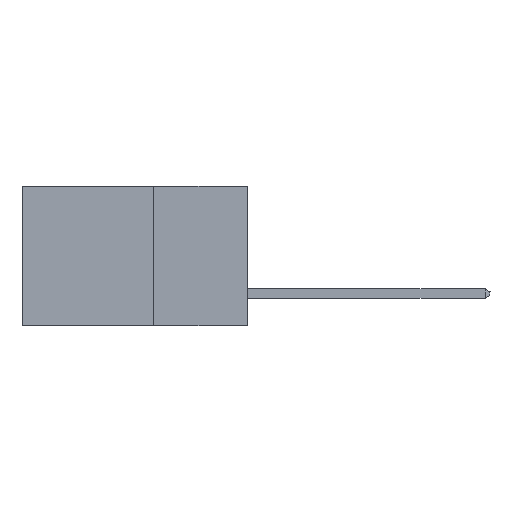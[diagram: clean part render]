
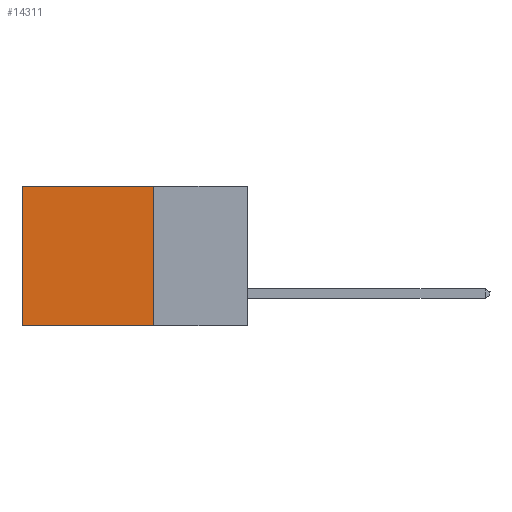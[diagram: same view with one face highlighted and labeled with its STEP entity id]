
A CAD part, left-side view. The second image highlights one B-rep face of the part: STEP entity #14311.
In plain terms, the highlighted planar face has unit normal (-1, 0, 0).
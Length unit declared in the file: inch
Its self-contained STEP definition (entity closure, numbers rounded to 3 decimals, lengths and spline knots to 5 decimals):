
#376 = VERTEX_POINT ( 'NONE', #1884 ) ;
#542 = VECTOR ( 'NONE', #16286, 39.37008 ) ;
#1296 = ORIENTED_EDGE ( 'NONE', *, *, #12711, .T. ) ;
#1389 = CARTESIAN_POINT ( 'NONE',  ( 0.2615, 0.25, -0.37 ) ) ;
#1512 = LINE ( 'NONE', #3152, #3418 ) ;
#1884 = CARTESIAN_POINT ( 'NONE',  ( 0.2615, 0.6, -0.37 ) ) ;
#2006 = CARTESIAN_POINT ( 'NONE',  ( 0.2615, 0.25, -0.37 ) ) ;
#2557 = DIRECTION ( 'NONE',  ( 0., 0., -1. ) ) ;
#3148 = LINE ( 'NONE', #2006, #12444 ) ;
#3152 = CARTESIAN_POINT ( 'NONE',  ( 0.2615, 0.25, 0. ) ) ;
#3418 = VECTOR ( 'NONE', #6564, 39.37008 ) ;
#3823 = ORIENTED_EDGE ( 'NONE', *, *, #8952, .F. ) ;
#4278 = VECTOR ( 'NONE', #2557, 39.37008 ) ;
#5029 = VERTEX_POINT ( 'NONE', #1389 ) ;
#5262 = VERTEX_POINT ( 'NONE', #7723 ) ;
#6564 = DIRECTION ( 'NONE',  ( 0., 1., 0. ) ) ;
#6817 = CARTESIAN_POINT ( 'NONE',  ( 0.2615, 0.6, 0. ) ) ;
#7723 = CARTESIAN_POINT ( 'NONE',  ( 0.2615, 0.25, 0. ) ) ;
#7739 = CARTESIAN_POINT ( 'NONE',  ( 0.2615, 0.25, -0.37 ) ) ;
#8952 = EDGE_CURVE ( 'NONE', #5262, #5029, #13634, .T. ) ;
#9257 = ORIENTED_EDGE ( 'NONE', *, *, #14165, .T. ) ;
#9787 = VERTEX_POINT ( 'NONE', #6817 ) ;
#10090 = CARTESIAN_POINT ( 'NONE',  ( 0.2615, 0.25, -0.37 ) ) ;
#10384 = DIRECTION ( 'NONE',  ( 1., 0., 0. ) ) ;
#12444 = VECTOR ( 'NONE', #14217, 39.37008 ) ;
#12658 = ORIENTED_EDGE ( 'NONE', *, *, #14831, .F. ) ;
#12711 = EDGE_CURVE ( 'NONE', #5262, #9787, #1512, .T. ) ;
#12773 = DIRECTION ( 'NONE',  ( 0., 0., -1. ) ) ;
#13215 = EDGE_LOOP ( 'NONE', ( #9257, #12658, #3823, #1296 ) ) ;
#13634 = LINE ( 'NONE', #10090, #4278 ) ;
#14086 = FACE_OUTER_BOUND ( 'NONE', #13215, .T. ) ;
#14165 = EDGE_CURVE ( 'NONE', #9787, #376, #16042, .T. ) ;
#14217 = DIRECTION ( 'NONE',  ( 0., 1., 0. ) ) ;
#14311 = ADVANCED_FACE ( 'NONE', ( #14086 ), #15465, .F. ) ;
#14532 = AXIS2_PLACEMENT_3D ( 'NONE', #7739, #10384, #12773 ) ;
#14831 = EDGE_CURVE ( 'NONE', #5029, #376, #3148, .T. ) ;
#15064 = CARTESIAN_POINT ( 'NONE',  ( 0.2615, 0.6, -0.37 ) ) ;
#15465 = PLANE ( 'NONE',  #14532 ) ;
#16042 = LINE ( 'NONE', #15064, #542 ) ;
#16286 = DIRECTION ( 'NONE',  ( 0., 0., -1. ) ) ;
